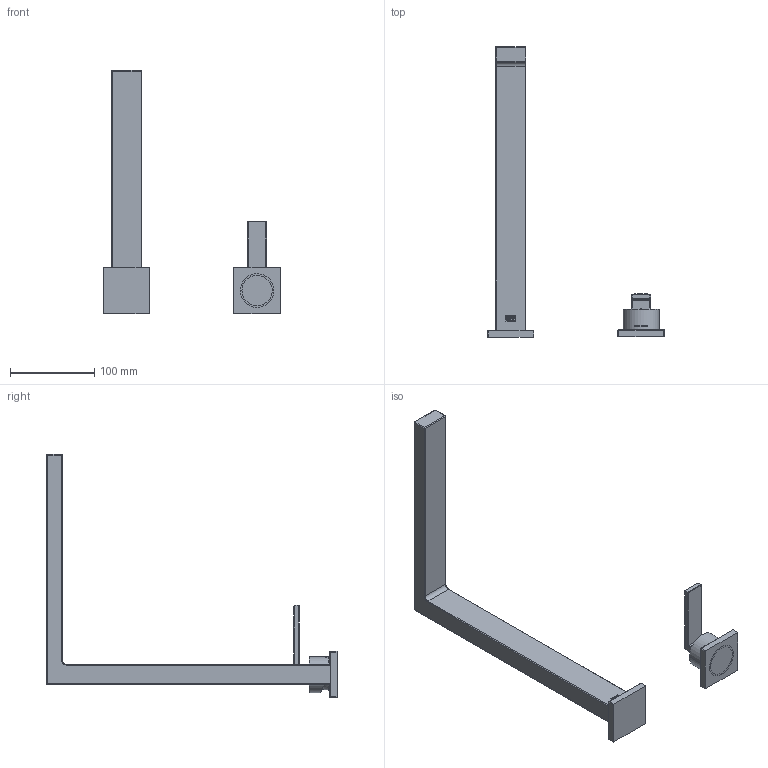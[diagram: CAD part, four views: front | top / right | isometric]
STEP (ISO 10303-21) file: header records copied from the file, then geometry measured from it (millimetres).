
FILE_DESCRIPTION (( 'STEP AP214' ), '1' );
FILE_NAME ('32815680ff_PM.STEP', '2024-03-28T07:12:15', ( '' ), ( '' ), 'SwSTEP 2.0', 'SolidWorks 2023', '' );
FILE_SCHEMA (( 'AUTOMOTIVE_DESIGN' ));
Length unit declared in the file: millimetre
Products named in the file (7): Planungsmodell_Auslauf-+-09110618890_K1_36x338; Planungsmodell_Unterteil-+-09207804090_K1_43x23.5; Planungsmodell_Rosette-+-09277800790_K1_55x8.25; Planungsmodell_Rosette-+-09277802390_K1_55x8.25; 32815680ff_PM; Planungsmodell_Hebel-+-092078010_K1_22x86; Planungsmodell_Mutter-+-09240414290_K1
Assembly tree (6 placements, depth 2):
  32815680ff_PM
    Planungsmodell_Auslauf-+-09110618890_K1_36x338
    Planungsmodell_Rosette-+-09277802390_K1_55x8.25
    Planungsmodell_Rosette-+-09277800790_K1_55x8.25
    Planungsmodell_Mutter-+-09240414290_K1
    Planungsmodell_Unterteil-+-09207804090_K1_43x23.5
    Planungsmodell_Hebel-+-092078010_K1_22x86
Bounding box: 210.1 x 345.2 x 289.6 mm (x, y, z)
Volume: 468692.2 mm3; surface area: 123232.3 mm2
Topology: 8 solids, 9 shells, 532 faces, 1263 edges, 752 vertices
Faces by surface type: plane 210, cylinder 136, bspline 87, sphere 36, torus 32, cone 31
Entity records: 17064 total; most frequent: CARTESIAN_POINT 5213, ORIENTED_EDGE 2478, DIRECTION 2331, EDGE_CURVE 1239, AXIS2_PLACEMENT_3D 858, VERTEX_POINT 752, LINE 615, VECTOR 615
